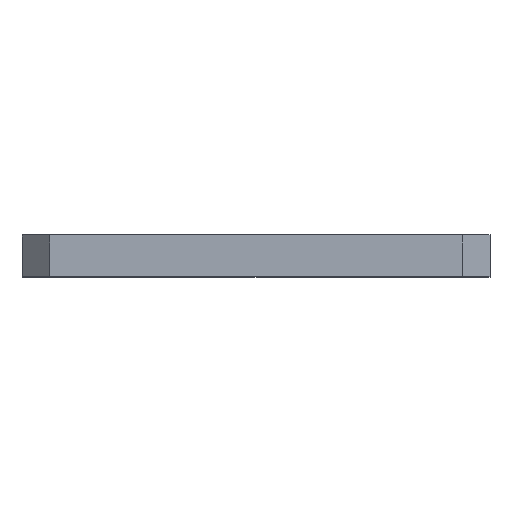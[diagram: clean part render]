
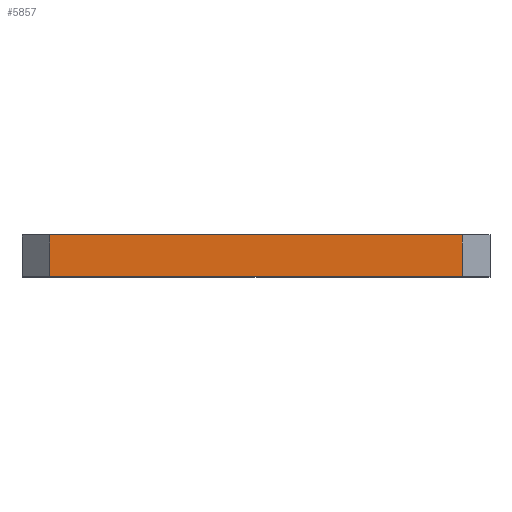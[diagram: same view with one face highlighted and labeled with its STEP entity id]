
A CAD part, top view. The second image highlights one B-rep face of the part: STEP entity #5857.
In plain terms, the highlighted planar face has unit normal (0, 0, 1).
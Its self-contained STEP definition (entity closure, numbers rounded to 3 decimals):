
#409=PLANE('',#6607);
#627=FACE_OUTER_BOUND('',#1097,.T.);
#1097=EDGE_LOOP('',(#4896,#4897,#4898,#4899));
#1264=LINE('',#8931,#1555);
#1427=LINE('',#10105,#1718);
#1440=LINE('',#10130,#1731);
#1441=LINE('',#10132,#1732);
#1555=VECTOR('',#6882,10.);
#1718=VECTOR('',#8257,10.);
#1731=VECTOR('',#8282,10.);
#1732=VECTOR('',#8285,10.);
#2396=VERTEX_POINT('',#8927);
#2398=VERTEX_POINT('',#8930);
#2803=VERTEX_POINT('',#10103);
#2809=VERTEX_POINT('',#10128);
#3000=EDGE_CURVE('',#2396,#2398,#1264,.T.);
#3561=EDGE_CURVE('',#2803,#2396,#1427,.T.);
#3574=EDGE_CURVE('',#2398,#2809,#1440,.T.);
#3575=EDGE_CURVE('',#2809,#2803,#1441,.T.);
#4896=ORIENTED_EDGE('',*,*,#3561,.F.);
#4897=ORIENTED_EDGE('',*,*,#3575,.F.);
#4898=ORIENTED_EDGE('',*,*,#3574,.F.);
#4899=ORIENTED_EDGE('',*,*,#3000,.F.);
#5857=ADVANCED_FACE('',(#627),#409,.F.);
#6607=AXIS2_PLACEMENT_3D('',#10131,#8283,#8284);
#6882=DIRECTION('',(-1.,0.,0.));
#8257=DIRECTION('',(0.,-1.,0.));
#8282=DIRECTION('',(0.,1.,0.));
#8283=DIRECTION('center_axis',(0.,0.,-1.));
#8284=DIRECTION('ref_axis',(-1.,0.,0.));
#8285=DIRECTION('',(1.,0.,0.));
#8927=CARTESIAN_POINT('',(150.,0.,170.));
#8930=CARTESIAN_POINT('',(-150.,0.,170.));
#8931=CARTESIAN_POINT('',(85.,0.,170.));
#10103=CARTESIAN_POINT('',(150.,30.,170.));
#10105=CARTESIAN_POINT('',(150.,0.,170.));
#10128=CARTESIAN_POINT('',(-150.,30.,170.));
#10130=CARTESIAN_POINT('',(-150.,0.,170.));
#10131=CARTESIAN_POINT('Origin',(170.,0.,170.));
#10132=CARTESIAN_POINT('',(85.,30.,170.));
